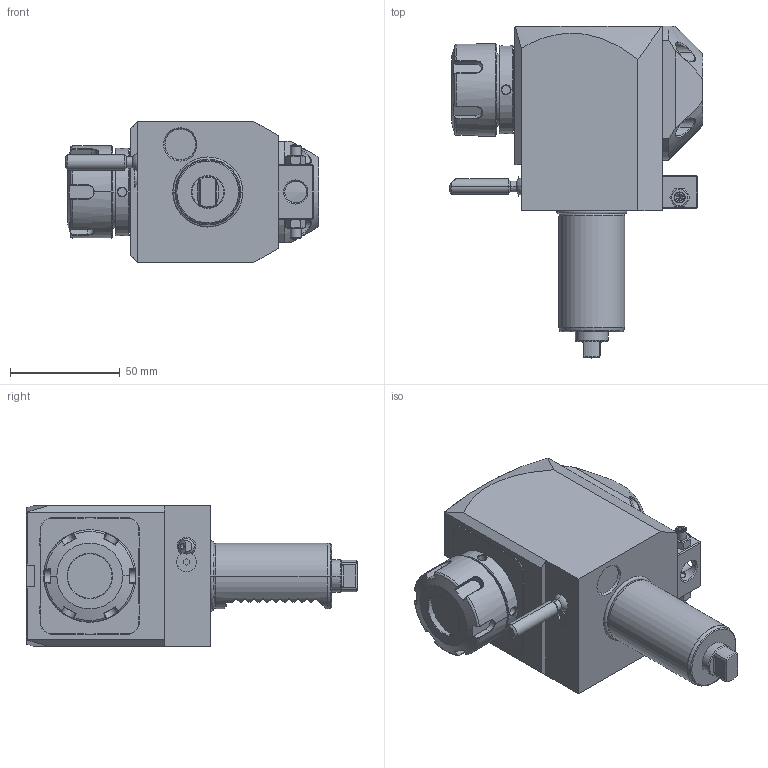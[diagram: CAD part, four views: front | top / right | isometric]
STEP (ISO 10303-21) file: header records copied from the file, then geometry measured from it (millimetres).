
FILE_DESCRIPTION((''),'2;1');
FILE_NAME('NGT1_30_221_25_2_2_55B','2019-03-11T',('vali'),('NOVA GRUP'),'PRO/ENGINEER BY PARAMETRIC TECHNOLOGY CORPORATION, 2010280','PRO/ENGINEER BY PARAMETRIC TECHNOLOGY CORPORATION, 2010280','');
FILE_SCHEMA(('CONFIG_CONTROL_DESIGN'));
Length unit declared in the file: millimetre
Products named in the file (1): NGT1_30_221_25_2_2_55B
Bounding box: 115.38 x 151 x 64 mm (x, y, z)
Volume: 457191.5 mm3; surface area: 48367.8 mm2
Topology: 1 solids, 1 shells, 484 faces, 1201 edges, 724 vertices
Faces by surface type: plane 196, cylinder 116, cone 88, bspline 64, torus 18, sphere 2
Entity records: 21246 total; most frequent: CARTESIAN_POINT 10460, ORIENTED_EDGE 2362, DIRECTION 1994, EDGE_CURVE 1181, VERTEX_POINT 724, AXIS2_PLACEMENT_3D 706, VECTOR 582, LINE 582
